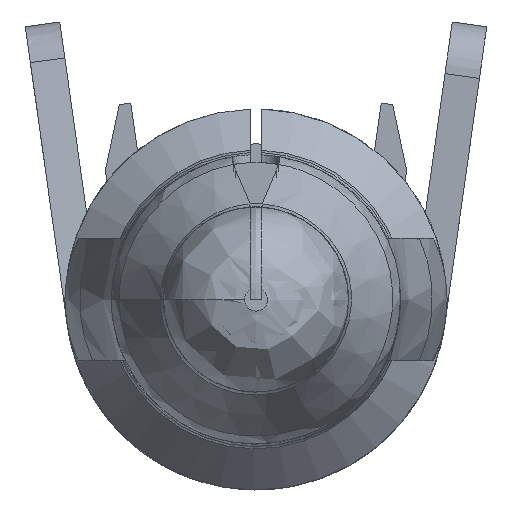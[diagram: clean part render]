
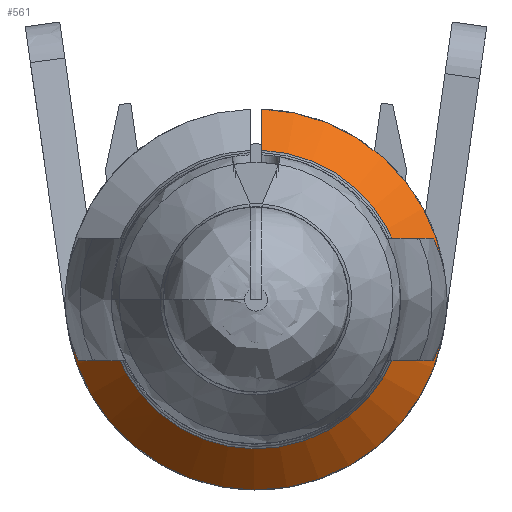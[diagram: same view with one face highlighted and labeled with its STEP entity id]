
A CAD part, front view. The second image highlights one B-rep face of the part: STEP entity #561.
In plain terms, the highlighted conical face has half-angle 45 degrees and reference radius 1.645 mm.
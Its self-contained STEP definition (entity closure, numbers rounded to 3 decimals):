
#264=CONICAL_SURFACE('',#3090,1.645,45.);
#287=CIRCLE('',#3088,1.29);
#288=CIRCLE('',#3089,1.645);
#367=LINE('',#5935,#439);
#368=LINE('',#5940,#440);
#439=VECTOR('',#3456,1.);
#440=VECTOR('',#3459,1.);
#561=ADVANCED_FACE('F121',(#790),#264,.T.);
#790=FACE_OUTER_BOUND('',#964,.T.);
#964=EDGE_LOOP('',(#1542,#1543,#1544,#1545));
#1542=ORIENTED_EDGE('',*,*,#2546,.T.);
#1543=ORIENTED_EDGE('',*,*,#2547,.F.);
#1544=ORIENTED_EDGE('',*,*,#2548,.T.);
#1545=ORIENTED_EDGE('',*,*,#2549,.T.);
#2154=VERTEX_POINT('',#5936);
#2155=VERTEX_POINT('',#5937);
#2156=VERTEX_POINT('',#5939);
#2157=VERTEX_POINT('',#5941);
#2546=EDGE_CURVE('E162',#2154,#2155,#367,.T.);
#2547=EDGE_CURVE('E347',#2156,#2155,#287,.T.);
#2548=EDGE_CURVE('E349',#2156,#2157,#368,.T.);
#2549=EDGE_CURVE('E350',#2157,#2154,#288,.T.);
#3088=AXIS2_PLACEMENT_3D('',#5938,#3457,#3458);
#3089=AXIS2_PLACEMENT_3D('',#5942,#3460,#3461);
#3090=AXIS2_PLACEMENT_3D('',#5943,#3462,#3463);
#3456=DIRECTION('',(0.,-0.707,-0.707));
#3457=DIRECTION('',(0.,-1.,0.));
#3458=DIRECTION('',(0.,0.,-1.));
#3459=DIRECTION('',(-0.707,0.707,0.));
#3460=DIRECTION('',(0.,-1.,0.));
#3461=DIRECTION('',(0.,0.,-1.));
#3462=DIRECTION('',(0.,1.,0.));
#3463=DIRECTION('',(0.,0.,1.));
#5935=CARTESIAN_POINT('',(-59.608,64.184,1.467));
#5936=CARTESIAN_POINT('',(-59.608,64.362,1.644));
#5937=CARTESIAN_POINT('',(-59.608,64.007,1.289));
#5938=CARTESIAN_POINT('',(-59.658,64.007,0.));
#5939=CARTESIAN_POINT('',(-60.948,64.007,0.));
#5940=CARTESIAN_POINT('',(-61.126,64.184,0.));
#5941=CARTESIAN_POINT('',(-61.303,64.362,0.));
#5942=CARTESIAN_POINT('',(-59.658,64.362,0.));
#5943=CARTESIAN_POINT('',(-59.658,64.362,0.));
